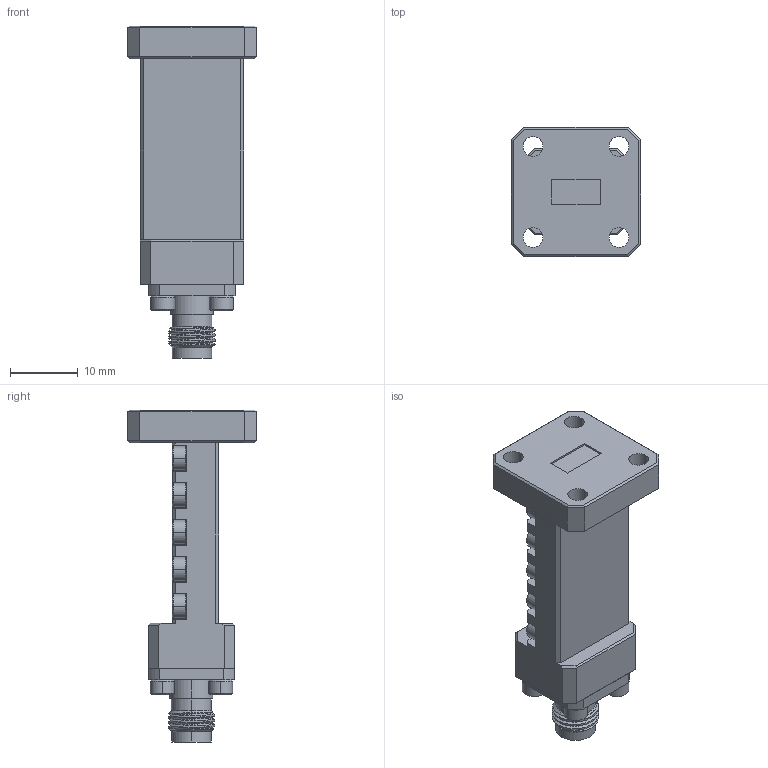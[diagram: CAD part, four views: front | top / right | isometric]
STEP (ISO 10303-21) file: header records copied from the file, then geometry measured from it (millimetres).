
FILE_DESCRIPTION (( 'STEP AP203' ), '1' );
FILE_NAME ('SWC-2434831805-282F-E1.STEP', '2023-04-26T18:43:17', ( '' ), ( '' ), 'SwSTEP 2.0', 'SolidWorks 2021', '' );
FILE_SCHEMA (( 'CONFIG_CONTROL_DESIGN' ));
Length unit declared in the file: inch
Products named in the file (1): SWC-2434831805-282F-E1
Bounding box: 19.05 x 19.05 x 49.02 mm (x, y, z)
Volume: 6119.3 mm3; surface area: 4322.5 mm2
Topology: 16 solids, 16 shells, 510 faces, 1081 edges, 636 vertices
Faces by surface type: plane 243, cone 161, cylinder 102, torus 2, bspline 2
Entity records: 14473 total; most frequent: CARTESIAN_POINT 3555, DIRECTION 2301, ORIENTED_EDGE 2162, EDGE_CURVE 1081, AXIS2_PLACEMENT_3D 847, VERTEX_POINT 636, VECTOR 607, LINE 607
